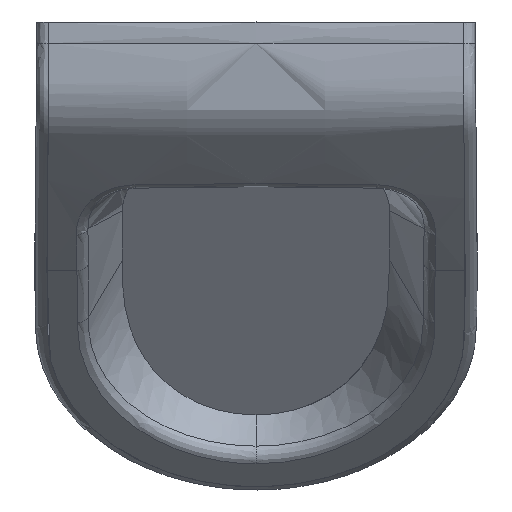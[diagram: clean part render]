
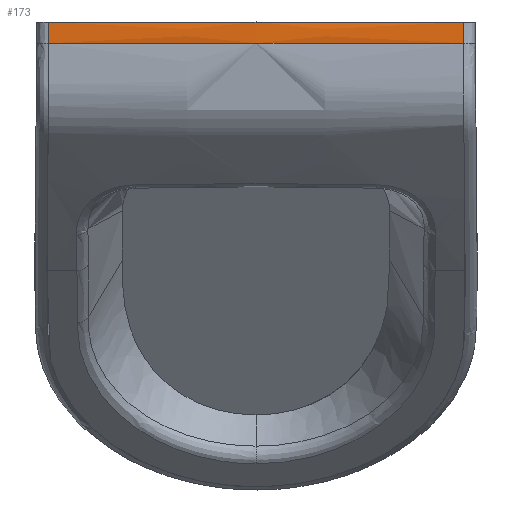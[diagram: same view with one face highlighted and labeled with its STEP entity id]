
A CAD part, top view. The second image highlights one B-rep face of the part: STEP entity #173.
In plain terms, the highlighted free-form (B-spline) face has degree [3, 3] with [4, 4] control points.
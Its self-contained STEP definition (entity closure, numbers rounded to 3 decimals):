
#123=FACE_OUTER_BOUND('',#227,.T.);
#173=ADVANCED_FACE('',(#123),#204,.T.);
#204=B_SPLINE_SURFACE_WITH_KNOTS('',3,3,((#1506,#1507,#1508,#1509),(#1510,
#1511,#1512,#1513),(#1514,#1515,#1516,#1517),(#1518,#1519,#1520,#1521)),
 .UNSPECIFIED.,.F.,.F.,.F.,(4,4),(4,4),(0.,1.),(0.,1.),.UNSPECIFIED.);
#227=EDGE_LOOP('',(#275,#276,#277,#278));
#275=ORIENTED_EDGE('',*,*,#547,.T.);
#276=ORIENTED_EDGE('',*,*,#548,.T.);
#277=ORIENTED_EDGE('',*,*,#549,.T.);
#278=ORIENTED_EDGE('',*,*,#550,.T.);
#442=VERTEX_POINT('',#1490);
#443=VERTEX_POINT('',#1491);
#444=VERTEX_POINT('',#1496);
#445=VERTEX_POINT('',#1501);
#547=EDGE_CURVE('',#442,#443,#674,.T.);
#548=EDGE_CURVE('',#443,#444,#675,.T.);
#549=EDGE_CURVE('',#444,#445,#676,.T.);
#550=EDGE_CURVE('',#445,#442,#677,.T.);
#674=B_SPLINE_CURVE_WITH_KNOTS('',3,(#1486,#1487,#1488,#1489),
 .UNSPECIFIED.,.F.,.F.,(4,4),(0.,1.),.UNSPECIFIED.);
#675=B_SPLINE_CURVE_WITH_KNOTS('',3,(#1492,#1493,#1494,#1495),
 .UNSPECIFIED.,.F.,.F.,(4,4),(0.,1.),.UNSPECIFIED.);
#676=B_SPLINE_CURVE_WITH_KNOTS('',3,(#1497,#1498,#1499,#1500),
 .UNSPECIFIED.,.F.,.F.,(4,4),(0.,1.),.UNSPECIFIED.);
#677=B_SPLINE_CURVE_WITH_KNOTS('',3,(#1502,#1503,#1504,#1505),
 .UNSPECIFIED.,.F.,.F.,(4,4),(0.,1.),.UNSPECIFIED.);
#1486=CARTESIAN_POINT('',(136.902,0.,225.662));
#1487=CARTESIAN_POINT('',(136.881,-4.667,225.662));
#1488=CARTESIAN_POINT('',(136.871,-9.333,225.662));
#1489=CARTESIAN_POINT('',(136.874,-14.,225.662));
#1490=CARTESIAN_POINT('',(136.902,0.,225.662));
#1491=CARTESIAN_POINT('',(136.874,-14.,225.662));
#1492=CARTESIAN_POINT('',(136.874,-14.,225.662));
#1493=CARTESIAN_POINT('',(45.676,-14.,229.65));
#1494=CARTESIAN_POINT('',(-45.683,-14.,229.65));
#1495=CARTESIAN_POINT('',(-136.878,-14.,225.662));
#1496=CARTESIAN_POINT('',(-136.878,-14.,225.662));
#1497=CARTESIAN_POINT('',(-136.878,-14.,225.662));
#1498=CARTESIAN_POINT('',(-136.875,-9.333,225.662));
#1499=CARTESIAN_POINT('',(-136.885,-4.667,225.662));
#1500=CARTESIAN_POINT('',(-136.906,0.,225.662));
#1501=CARTESIAN_POINT('',(-136.906,0.,225.662));
#1502=CARTESIAN_POINT('',(-136.906,0.,225.662));
#1503=CARTESIAN_POINT('',(-45.695,0.,229.661));
#1504=CARTESIAN_POINT('',(45.691,0.,229.661));
#1505=CARTESIAN_POINT('',(136.902,0.,225.662));
#1506=CARTESIAN_POINT('',(-136.878,-14.084,225.662));
#1507=CARTESIAN_POINT('',(-45.682,-14.318,229.65));
#1508=CARTESIAN_POINT('',(45.678,-14.318,229.65));
#1509=CARTESIAN_POINT('',(136.874,-14.084,225.662));
#1510=CARTESIAN_POINT('',(-136.875,-9.389,225.662));
#1511=CARTESIAN_POINT('',(-45.682,-9.545,229.653));
#1512=CARTESIAN_POINT('',(45.678,-9.545,229.653));
#1513=CARTESIAN_POINT('',(136.871,-9.389,225.662));
#1514=CARTESIAN_POINT('',(-136.885,-4.695,225.662));
#1515=CARTESIAN_POINT('',(-45.687,-4.773,229.657));
#1516=CARTESIAN_POINT('',(45.682,-4.773,229.657));
#1517=CARTESIAN_POINT('',(136.881,-4.695,225.662));
#1518=CARTESIAN_POINT('',(-136.906,0.,225.662));
#1519=CARTESIAN_POINT('',(-45.695,0.,229.661));
#1520=CARTESIAN_POINT('',(45.691,0.,229.661));
#1521=CARTESIAN_POINT('',(136.902,0.,225.662));
